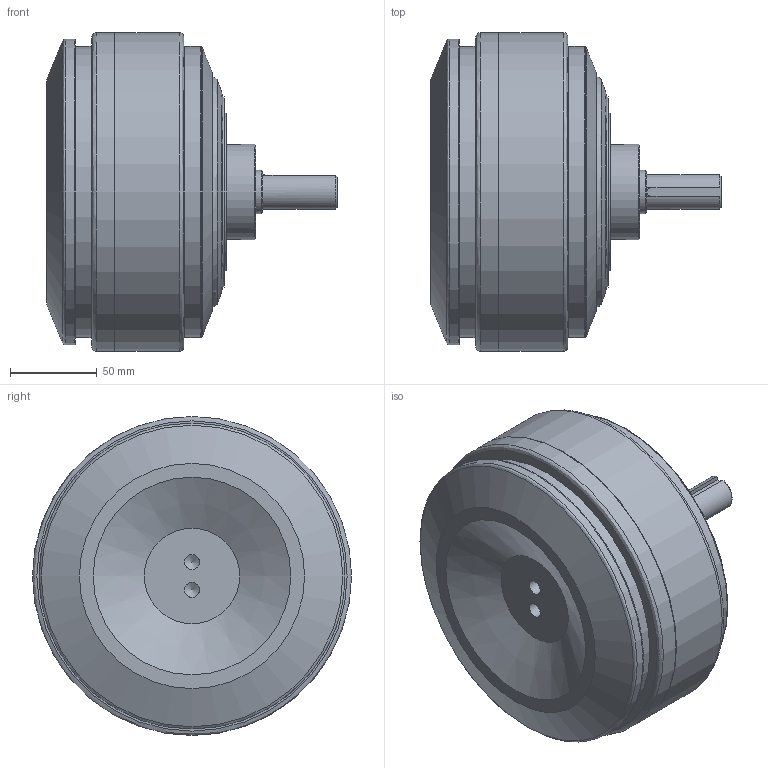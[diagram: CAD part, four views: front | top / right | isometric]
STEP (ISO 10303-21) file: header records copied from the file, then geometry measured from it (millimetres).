
FILE_DESCRIPTION(('STEP AP214'),'1');
FILE_NAME('PRB-2.5W4.stp','2016-02-26T06:32:23',(' '),(' '),'Spatial InterOp 3D',' ',' ');
FILE_SCHEMA(('automotive_design'));
Length unit declared in the file: millimetre
Products named in the file (1): 1
Bounding box: 167.5 x 184 x 184 mm (x, y, z)
Volume: 2357188.4 mm3; surface area: 119850.6 mm2
Topology: 1 solids, 1 shells, 69 faces, 145 edges, 97 vertices
Faces by surface type: plane 24, cylinder 20, cone 17, bspline 8
Full cylindrical faces by diameter (mm): 5 x6, 6 x1, 8.8 x2, 25 x1, 162 x2, 168 x2, 184 x2
Entity records: 2441 total; most frequent: CARTESIAN_POINT 478, DIRECTION 317, ORIENTED_EDGE 220, AXIS2_PLACEMENT_3D 150, EDGE_LOOP 119, EDGE_CURVE 110, VERTEX_POINT 95, CIRCLE 88
